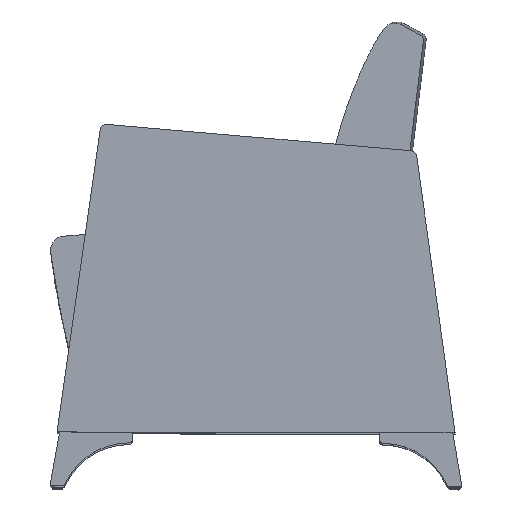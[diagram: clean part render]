
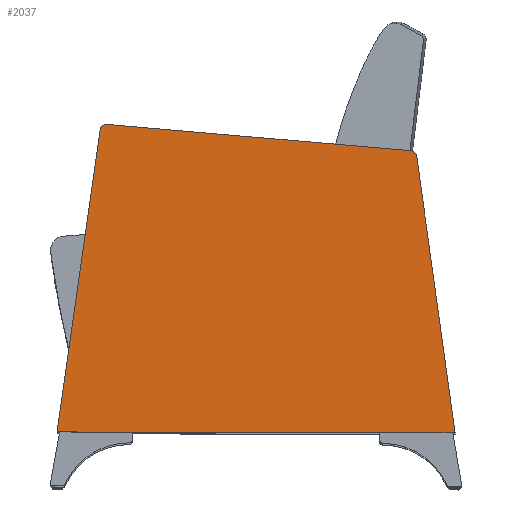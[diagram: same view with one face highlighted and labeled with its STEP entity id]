
A CAD part, top view. The second image highlights one B-rep face of the part: STEP entity #2037.
In plain terms, the highlighted planar face has unit normal (0, 0, 1).
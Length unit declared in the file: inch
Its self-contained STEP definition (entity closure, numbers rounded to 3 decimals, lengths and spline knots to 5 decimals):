
#327=LINE('',#4432,#415);
#330=LINE('',#4437,#418);
#331=LINE('',#4442,#419);
#332=LINE('',#4443,#420);
#415=VECTOR('',#2895,0.3937);
#418=VECTOR('',#2900,0.3937);
#419=VECTOR('',#2905,0.3937);
#420=VECTOR('',#2906,0.3937);
#606=FACE_OUTER_BOUND('',#764,.T.);
#764=EDGE_LOOP('',(#1852,#1853,#1854,#1855,#1856,#1857));
#867=CIRCLE('',#2333,0.5);
#870=CIRCLE('',#2340,0.5);
#1037=VERTEX_POINT('',#4412);
#1038=VERTEX_POINT('',#4413);
#1045=VERTEX_POINT('',#4431);
#1046=VERTEX_POINT('',#4435);
#1047=VERTEX_POINT('',#4439);
#1048=VERTEX_POINT('',#4441);
#1304=EDGE_CURVE('',#1037,#1038,#867,.T.);
#1313=EDGE_CURVE('',#1038,#1045,#327,.T.);
#1316=EDGE_CURVE('',#1037,#1046,#330,.T.);
#1317=EDGE_CURVE('',#1047,#1046,#870,.T.);
#1318=EDGE_CURVE('',#1048,#1047,#331,.T.);
#1319=EDGE_CURVE('',#1045,#1048,#332,.T.);
#1852=ORIENTED_EDGE('',*,*,#1304,.F.);
#1853=ORIENTED_EDGE('',*,*,#1316,.T.);
#1854=ORIENTED_EDGE('',*,*,#1317,.F.);
#1855=ORIENTED_EDGE('',*,*,#1318,.F.);
#1856=ORIENTED_EDGE('',*,*,#1319,.F.);
#1857=ORIENTED_EDGE('',*,*,#1313,.F.);
#1905=PLANE('',#2339);
#2037=ADVANCED_FACE('',(#606),#1905,.T.);
#2333=AXIS2_PLACEMENT_3D('',#4414,#2879,#2880);
#2339=AXIS2_PLACEMENT_3D('',#4438,#2901,#2902);
#2340=AXIS2_PLACEMENT_3D('',#4440,#2903,#2904);
#2879=DIRECTION('center_axis',(0.,0.,-1.));
#2880=DIRECTION('ref_axis',(0.687,0.726,0.));
#2895=DIRECTION('',(0.139,-0.99,0.));
#2900=DIRECTION('',(-0.996,0.084,0.));
#2901=DIRECTION('center_axis',(0.,0.,1.));
#2902=DIRECTION('ref_axis',(1.,0.,0.));
#2903=DIRECTION('center_axis',(0.,0.,-1.));
#2904=DIRECTION('ref_axis',(-0.656,0.755,0.));
#2905=DIRECTION('',(0.139,0.99,0.));
#2906=DIRECTION('',(-1.,0.,0.));
#4412=CARTESIAN_POINT('',(9.12104,20.07558,2.75));
#4413=CARTESIAN_POINT('',(9.57405,19.64695,2.75));
#4414=CARTESIAN_POINT('Origin',(9.07891,19.57736,2.75));
#4431=CARTESIAN_POINT('',(12.28079,0.38751,2.75));
#4432=CARTESIAN_POINT('',(9.25916,21.88751,2.75));
#4435=CARTESIAN_POINT('',(-12.15771,21.87479,2.75));
#4437=CARTESIAN_POINT('',(-6.44152,21.39147,2.75));
#4438=CARTESIAN_POINT('Origin',(-1.61059,10.43854,2.75));
#4439=CARTESIAN_POINT('',(-12.54082,21.45709,2.75));
#4440=CARTESIAN_POINT('Origin',(-12.04569,21.38751,2.75));
#4441=CARTESIAN_POINT('',(-15.50196,0.38751,2.75));
#4442=CARTESIAN_POINT('',(-15.50196,0.38751,2.75));
#4443=CARTESIAN_POINT('',(12.28079,0.38751,2.75));
